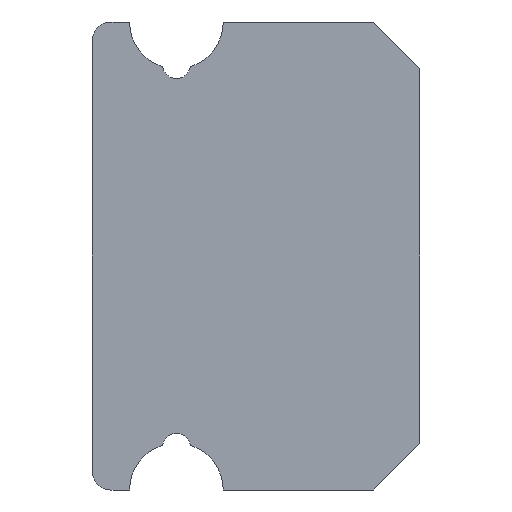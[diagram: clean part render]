
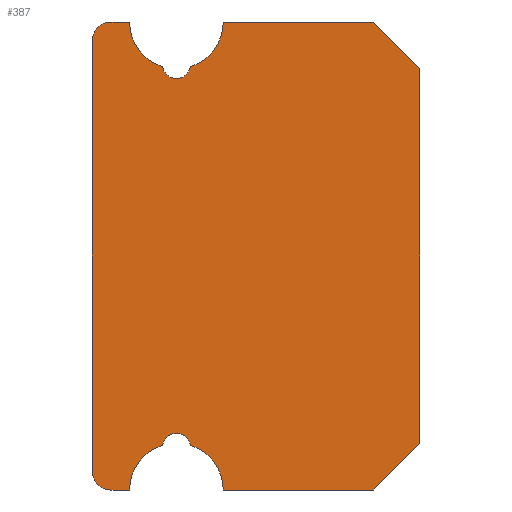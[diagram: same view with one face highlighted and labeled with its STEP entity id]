
A CAD part, left-side view. The second image highlights one B-rep face of the part: STEP entity #387.
In plain terms, the highlighted planar face has unit normal (-1, 0, 0).
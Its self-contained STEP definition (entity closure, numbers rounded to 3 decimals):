
#160 = EDGE_CURVE ( 'NONE', #308, #367, #656, .T. ) ;
#190 = EDGE_CURVE ( 'NONE', #209, #191, #826, .T. ) ;
#191 = VERTEX_POINT ( 'NONE', #824 ) ;
#209 = VERTEX_POINT ( 'NONE', #897 ) ;
#257 = EDGE_CURVE ( 'NONE', #260, #288, #920, .T. ) ;
#260 = VERTEX_POINT ( 'NONE', #932 ) ;
#271 = VERTEX_POINT ( 'NONE', #1044 ) ;
#288 = VERTEX_POINT ( 'NONE', #1025 ) ;
#293 = EDGE_CURVE ( 'NONE', #271, #308, #947, .T. ) ;
#294 = VERTEX_POINT ( 'NONE', #1007 ) ;
#296 = VERTEX_POINT ( 'NONE', #998 ) ;
#304 = EDGE_CURVE ( 'NONE', #337, #305, #955, .T. ) ;
#305 = VERTEX_POINT ( 'NONE', #1028 ) ;
#308 = VERTEX_POINT ( 'NONE', #1042 ) ;
#313 = VERTEX_POINT ( 'NONE', #946 ) ;
#337 = VERTEX_POINT ( 'NONE', #1420 ) ;
#352 = EDGE_CURVE ( 'NONE', #367, #355, #1415, .T. ) ;
#355 = VERTEX_POINT ( 'NONE', #1088 ) ;
#357 = EDGE_CURVE ( 'NONE', #313, #296, #1086, .T. ) ;
#367 = VERTEX_POINT ( 'NONE', #1080 ) ;
#376 = EDGE_CURVE ( 'NONE', #294, #383, #1106, .T. ) ;
#383 = VERTEX_POINT ( 'NONE', #1110 ) ;
#385 = EDGE_CURVE ( 'NONE', #294, #288, #1129, .T. ) ;
#386 = ORIENTED_EDGE ( 'NONE', *, *, #376, .F. ) ;
#387 = ADVANCED_FACE ( 'NONE', ( #1100 ), #1132, .F. ) ;
#389 = EDGE_LOOP ( 'NONE', ( #386, #414, #406, #411, #405, #472, #413, #410, #404, #407, #415, #399, #448, #464, #409, #402, #432 ) ) ;
#397 = EDGE_CURVE ( 'NONE', #355, #313, #1164, .T. ) ;
#399 = ORIENTED_EDGE ( 'NONE', *, *, #401, .T. ) ;
#400 = VERTEX_POINT ( 'NONE', #1181 ) ;
#401 = EDGE_CURVE ( 'NONE', #271, #421, #1176, .T. ) ;
#402 = ORIENTED_EDGE ( 'NONE', *, *, #304, .F. ) ;
#403 = EDGE_CURVE ( 'NONE', #421, #209, #1156, .T. ) ;
#404 = ORIENTED_EDGE ( 'NONE', *, *, #352, .F. ) ;
#405 = ORIENTED_EDGE ( 'NONE', *, *, #422, .T. ) ;
#406 = ORIENTED_EDGE ( 'NONE', *, *, #257, .F. ) ;
#407 = ORIENTED_EDGE ( 'NONE', *, *, #160, .F. ) ;
#408 = EDGE_CURVE ( 'NONE', #400, #296, #1141, .T. ) ;
#409 = ORIENTED_EDGE ( 'NONE', *, *, #433, .T. ) ;
#410 = ORIENTED_EDGE ( 'NONE', *, *, #397, .F. ) ;
#411 = ORIENTED_EDGE ( 'NONE', *, *, #412, .T. ) ;
#412 = EDGE_CURVE ( 'NONE', #260, #420, #1174, .T. ) ;
#413 = ORIENTED_EDGE ( 'NONE', *, *, #357, .F. ) ;
#414 = ORIENTED_EDGE ( 'NONE', *, *, #385, .T. ) ;
#415 = ORIENTED_EDGE ( 'NONE', *, *, #293, .F. ) ;
#419 = EDGE_CURVE ( 'NONE', #337, #383, #1143, .T. ) ;
#420 = VERTEX_POINT ( 'NONE', #1180 ) ;
#421 = VERTEX_POINT ( 'NONE', #1186 ) ;
#422 = EDGE_CURVE ( 'NONE', #420, #400, #1170, .T. ) ;
#432 = ORIENTED_EDGE ( 'NONE', *, *, #419, .T. ) ;
#433 = EDGE_CURVE ( 'NONE', #191, #305, #1211, .T. ) ;
#448 = ORIENTED_EDGE ( 'NONE', *, *, #403, .T. ) ;
#464 = ORIENTED_EDGE ( 'NONE', *, *, #190, .T. ) ;
#472 = ORIENTED_EDGE ( 'NONE', *, *, #408, .T. ) ;
#653 = DIRECTION ( 'NONE',  ( 0., -0.707, -0.707 ) ) ;
#654 = VECTOR ( 'NONE', #653, 1000. ) ;
#655 = CARTESIAN_POINT ( 'NONE',  ( -40., 0., 2. ) ) ;
#656 = LINE ( 'NONE', #655, #654 ) ;
#813 = CARTESIAN_POINT ( 'NONE',  ( -40., 2.6, 2.045 ) ) ;
#815 = AXIS2_PLACEMENT_3D ( 'NONE', #813, #823, #829 ) ;
#823 = DIRECTION ( 'NONE',  ( 1., 0., 0. ) ) ;
#824 = CARTESIAN_POINT ( 'NONE',  ( -40., 2.748, 2.022 ) ) ;
#826 = CIRCLE ( 'NONE', #815, 0.15 ) ;
#829 = DIRECTION ( 'NONE',  ( 0., 0., 1. ) ) ;
#897 = CARTESIAN_POINT ( 'NONE',  ( -40., 2.6, 1.895 ) ) ;
#919 = CARTESIAN_POINT ( 'NONE',  ( -40., 0.5, -2.5 ) ) ;
#920 = LINE ( 'NONE', #919, #934 ) ;
#932 = CARTESIAN_POINT ( 'NONE',  ( -40., 3.1, -2.5 ) ) ;
#933 = DIRECTION ( 'NONE',  ( 0., 1., 0. ) ) ;
#934 = VECTOR ( 'NONE', #933, 1000. ) ;
#946 = CARTESIAN_POINT ( 'NONE',  ( -40., 0.5, -2.5 ) ) ;
#947 = LINE ( 'NONE', #969, #968 ) ;
#953 = VECTOR ( 'NONE', #1029, 1000. ) ;
#954 = CARTESIAN_POINT ( 'NONE',  ( -40., 0.5, 2.5 ) ) ;
#955 = LINE ( 'NONE', #954, #953 ) ;
#967 = DIRECTION ( 'NONE',  ( 0., -1., 0. ) ) ;
#968 = VECTOR ( 'NONE', #967, 1000. ) ;
#969 = CARTESIAN_POINT ( 'NONE',  ( -40., 0.5, 2.5 ) ) ;
#998 = CARTESIAN_POINT ( 'NONE',  ( -40., 2.1, -2.5 ) ) ;
#1007 = CARTESIAN_POINT ( 'NONE',  ( -40., 3.5, -2.3 ) ) ;
#1025 = CARTESIAN_POINT ( 'NONE',  ( -40., 3.3, -2.5 ) ) ;
#1028 = CARTESIAN_POINT ( 'NONE',  ( -40., 3.1, 2.5 ) ) ;
#1029 = DIRECTION ( 'NONE',  ( 0., -1., 0. ) ) ;
#1042 = CARTESIAN_POINT ( 'NONE',  ( -40., 0.5, 2.5 ) ) ;
#1044 = CARTESIAN_POINT ( 'NONE',  ( -40., 2.1, 2.5 ) ) ;
#1080 = CARTESIAN_POINT ( 'NONE',  ( -40., 0., 2. ) ) ;
#1083 = DIRECTION ( 'NONE',  ( 0., 1., 0. ) ) ;
#1084 = VECTOR ( 'NONE', #1083, 1000. ) ;
#1085 = CARTESIAN_POINT ( 'NONE',  ( -40., 0.5, -2.5 ) ) ;
#1086 = LINE ( 'NONE', #1085, #1084 ) ;
#1088 = CARTESIAN_POINT ( 'NONE',  ( -40., 0., -2. ) ) ;
#1100 = FACE_OUTER_BOUND ( 'NONE', #389, .T. ) ;
#1101 = DIRECTION ( 'NONE',  ( 0., 0., 1. ) ) ;
#1102 = DIRECTION ( 'NONE',  ( 0., 0., -1. ) ) ;
#1103 = DIRECTION ( 'NONE',  ( 1., 0., 0. ) ) ;
#1104 = CARTESIAN_POINT ( 'NONE',  ( -40., 3.5, -2.5 ) ) ;
#1105 = AXIS2_PLACEMENT_3D ( 'NONE', #1122, #1121, #1120 ) ;
#1106 = LINE ( 'NONE', #1104, #1123 ) ;
#1110 = CARTESIAN_POINT ( 'NONE',  ( -40., 3.5, 2.3 ) ) ;
#1120 = DIRECTION ( 'NONE',  ( 0., 0., -1. ) ) ;
#1121 = DIRECTION ( 'NONE',  ( -1., 0., 0. ) ) ;
#1122 = CARTESIAN_POINT ( 'NONE',  ( -40., 3.3, -2.3 ) ) ;
#1123 = VECTOR ( 'NONE', #1101, 1000. ) ;
#1129 = CIRCLE ( 'NONE', #1105, 0.2 ) ;
#1130 = CARTESIAN_POINT ( 'NONE',  ( -40., 3.5, 2.5 ) ) ;
#1131 = AXIS2_PLACEMENT_3D ( 'NONE', #1130, #1103, #1102 ) ;
#1132 = PLANE ( 'NONE',  #1131 ) ;
#1133 = DIRECTION ( 'NONE',  ( 0., 0.707, -0.707 ) ) ;
#1137 = DIRECTION ( 'NONE',  ( 1., 0., 0. ) ) ;
#1138 = DIRECTION ( 'NONE',  ( 0., 0., -1. ) ) ;
#1139 = DIRECTION ( 'NONE',  ( 1., 0., 0. ) ) ;
#1140 = AXIS2_PLACEMENT_3D ( 'NONE', #1172, #1139, #1138 ) ;
#1141 = CIRCLE ( 'NONE', #1140, 0.5 ) ;
#1142 = CARTESIAN_POINT ( 'NONE',  ( -40., 2.6, 2.5 ) ) ;
#1143 = CIRCLE ( 'NONE', #1179, 0.2 ) ;
#1144 = DIRECTION ( 'NONE',  ( 0., 0., -1. ) ) ;
#1145 = VECTOR ( 'NONE', #1133, 1000. ) ;
#1147 = DIRECTION ( 'NONE',  ( 0., 0., 1. ) ) ;
#1148 = DIRECTION ( 'NONE',  ( 1., 0., 0. ) ) ;
#1150 = CARTESIAN_POINT ( 'NONE',  ( -40., 0., -2. ) ) ;
#1154 = CARTESIAN_POINT ( 'NONE',  ( -40., 2.6, 2.045 ) ) ;
#1155 = AXIS2_PLACEMENT_3D ( 'NONE', #1154, #1148, #1147 ) ;
#1156 = CIRCLE ( 'NONE', #1155, 0.15 ) ;
#1164 = LINE ( 'NONE', #1150, #1145 ) ;
#1165 = AXIS2_PLACEMENT_3D ( 'NONE', #1142, #1137, #1173 ) ;
#1166 = DIRECTION ( 'NONE',  ( 0., 0., -1. ) ) ;
#1167 = DIRECTION ( 'NONE',  ( 1., 0., 0. ) ) ;
#1168 = CARTESIAN_POINT ( 'NONE',  ( -40., 2.6, -2.045 ) ) ;
#1169 = AXIS2_PLACEMENT_3D ( 'NONE', #1168, #1167, #1166 ) ;
#1170 = CIRCLE ( 'NONE', #1169, 0.15 ) ;
#1172 = CARTESIAN_POINT ( 'NONE',  ( -40., 2.6, -2.5 ) ) ;
#1173 = DIRECTION ( 'NONE',  ( 0., 0., 1. ) ) ;
#1174 = CIRCLE ( 'NONE', #1184, 0.5 ) ;
#1176 = CIRCLE ( 'NONE', #1165, 0.5 ) ;
#1177 = DIRECTION ( 'NONE',  ( 0., 0., -1. ) ) ;
#1178 = DIRECTION ( 'NONE',  ( -1., 0., 0. ) ) ;
#1179 = AXIS2_PLACEMENT_3D ( 'NONE', #1185, #1178, #1177 ) ;
#1180 = CARTESIAN_POINT ( 'NONE',  ( -40., 2.748, -2.022 ) ) ;
#1181 = CARTESIAN_POINT ( 'NONE',  ( -40., 2.452, -2.022 ) ) ;
#1182 = DIRECTION ( 'NONE',  ( 1., 0., 0. ) ) ;
#1183 = CARTESIAN_POINT ( 'NONE',  ( -40., 2.6, -2.5 ) ) ;
#1184 = AXIS2_PLACEMENT_3D ( 'NONE', #1183, #1182, #1144 ) ;
#1185 = CARTESIAN_POINT ( 'NONE',  ( -40., 3.3, 2.3 ) ) ;
#1186 = CARTESIAN_POINT ( 'NONE',  ( -40., 2.452, 2.022 ) ) ;
#1198 = DIRECTION ( 'NONE',  ( 1., 0., 0. ) ) ;
#1199 = CARTESIAN_POINT ( 'NONE',  ( -40., 2.6, 2.5 ) ) ;
#1204 = DIRECTION ( 'NONE',  ( 0., 0., 1. ) ) ;
#1210 = AXIS2_PLACEMENT_3D ( 'NONE', #1199, #1198, #1204 ) ;
#1211 = CIRCLE ( 'NONE', #1210, 0.5 ) ;
#1407 = DIRECTION ( 'NONE',  ( 0., 0., -1. ) ) ;
#1408 = VECTOR ( 'NONE', #1407, 1000. ) ;
#1409 = CARTESIAN_POINT ( 'NONE',  ( -40., 0., -2. ) ) ;
#1415 = LINE ( 'NONE', #1409, #1408 ) ;
#1420 = CARTESIAN_POINT ( 'NONE',  ( -40., 3.3, 2.5 ) ) ;
